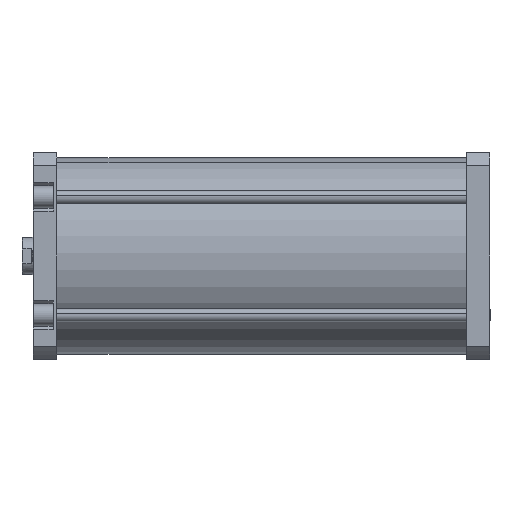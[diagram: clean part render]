
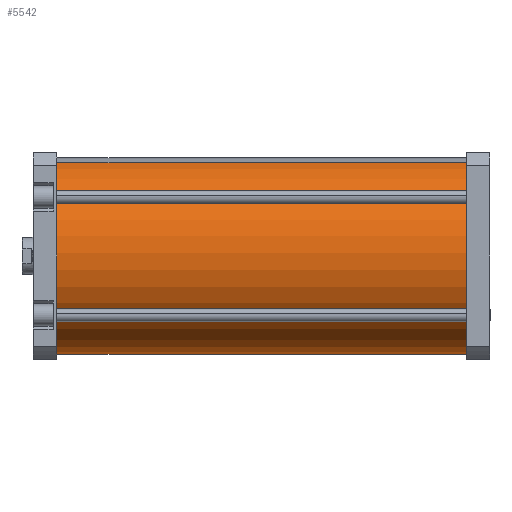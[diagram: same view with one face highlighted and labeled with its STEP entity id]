
A CAD part, front view. The second image highlights one B-rep face of the part: STEP entity #5542.
In plain terms, the highlighted cylindrical face has radius 105 mm (diameter 210 mm), a partial arc.
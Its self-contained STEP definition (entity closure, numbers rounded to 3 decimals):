
#349 = VERTEX_POINT ( 'NONE', #6538 ) ;
#359 = VERTEX_POINT ( 'NONE', #6545 ) ;
#366 = VERTEX_POINT ( 'NONE', #6550 ) ;
#1153 = VECTOR ( 'NONE', #1702, 1000. ) ;
#1155 = LINE ( 'NONE', #1701, #1153 ) ;
#1160 = CIRCLE ( 'NONE', #5064, 105. ) ;
#1162 = CIRCLE ( 'NONE', #5068, 105. ) ;
#1163 = LINE ( 'NONE', #1677, #1165 ) ;
#1165 = VECTOR ( 'NONE', #1697, 1000. ) ;
#1677 = CARTESIAN_POINT ( 'NONE',  ( -105., 0., 437. ) ) ;
#1682 = CARTESIAN_POINT ( 'NONE',  ( 0., 0., 0. ) ) ;
#1683 = DIRECTION ( 'NONE',  ( 0., 0., 1. ) ) ;
#1684 = DIRECTION ( 'NONE',  ( 1., 0., 0. ) ) ;
#1688 = CARTESIAN_POINT ( 'NONE',  ( 0., 0., 437. ) ) ;
#1689 = DIRECTION ( 'NONE',  ( 0., 0., 1. ) ) ;
#1690 = DIRECTION ( 'NONE',  ( 1., 0., 0. ) ) ;
#1697 = DIRECTION ( 'NONE',  ( 0., 0., -1. ) ) ;
#1701 = CARTESIAN_POINT ( 'NONE',  ( 105., 0., 437. ) ) ;
#1702 = DIRECTION ( 'NONE',  ( 0., 0., -1. ) ) ;
#2242 = DIRECTION ( 'NONE',  ( -1., 0., 0. ) ) ;
#2243 = DIRECTION ( 'NONE',  ( 0., 0., -1. ) ) ;
#2244 = CARTESIAN_POINT ( 'NONE',  ( 0., 0., 437. ) ) ;
#2699 = CYLINDRICAL_SURFACE ( 'NONE', #5210, 105. ) ;
#2703 = FACE_OUTER_BOUND ( 'NONE', #3737, .T. ) ;
#3737 = EDGE_LOOP ( 'NONE', ( #5711, #5697, #5941, #5750 ) ) ;
#4779 = EDGE_CURVE ( 'NONE', #366, #359, #1160, .T. ) ;
#4781 = EDGE_CURVE ( 'NONE', #5767, #349, #1162, .T. ) ;
#4784 = EDGE_CURVE ( 'NONE', #5767, #366, #1163, .T. ) ;
#4786 = EDGE_CURVE ( 'NONE', #349, #359, #1155, .T. ) ;
#5064 = AXIS2_PLACEMENT_3D ( 'NONE', #1682, #1683, #1684 ) ;
#5068 = AXIS2_PLACEMENT_3D ( 'NONE', #1688, #1689, #1690 ) ;
#5210 = AXIS2_PLACEMENT_3D ( 'NONE', #2244, #2243, #2242 ) ;
#5542 = ADVANCED_FACE ( 'NONE', ( #2703 ), #2699, .T. ) ;
#5697 = ORIENTED_EDGE ( 'NONE', *, *, #4781, .F. ) ;
#5711 = ORIENTED_EDGE ( 'NONE', *, *, #4786, .F. ) ;
#5750 = ORIENTED_EDGE ( 'NONE', *, *, #4779, .T. ) ;
#5767 = VERTEX_POINT ( 'NONE', #7374 ) ;
#5941 = ORIENTED_EDGE ( 'NONE', *, *, #4784, .T. ) ;
#6538 = CARTESIAN_POINT ( 'NONE',  ( 105., 0., 437. ) ) ;
#6545 = CARTESIAN_POINT ( 'NONE',  ( 105., 0., 0. ) ) ;
#6550 = CARTESIAN_POINT ( 'NONE',  ( -105., 0., 0. ) ) ;
#7374 = CARTESIAN_POINT ( 'NONE',  ( -105., 0., 437. ) ) ;
